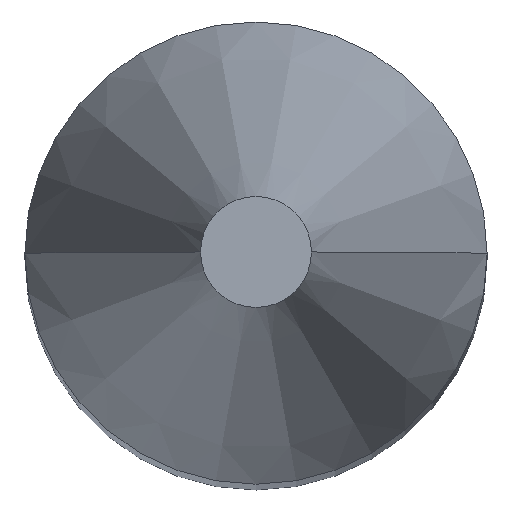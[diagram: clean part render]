
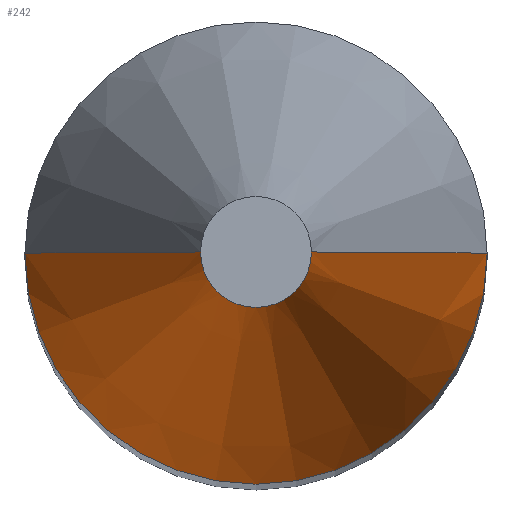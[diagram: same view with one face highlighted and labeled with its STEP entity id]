
A CAD part, top view. The second image highlights one B-rep face of the part: STEP entity #242.
In plain terms, the highlighted conical face has half-angle 15 degrees and reference radius 0.762 mm.
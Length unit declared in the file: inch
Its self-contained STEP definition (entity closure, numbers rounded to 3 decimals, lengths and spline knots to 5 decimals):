
#1 = DIRECTION ( 'NONE',  ( 0., 0., -1. ) ) ;
#4 = DIRECTION ( 'NONE',  ( 0., 0., -1. ) ) ;
#5 = CARTESIAN_POINT ( 'NONE',  ( -0.03, 0., 2.5 ) ) ;
#18 = ORIENTED_EDGE ( 'NONE', *, *, #163, .T. ) ;
#19 = CARTESIAN_POINT ( 'NONE',  ( 0., 0., 2.5 ) ) ;
#22 = ORIENTED_EDGE ( 'NONE', *, *, #57, .T. ) ;
#25 = CARTESIAN_POINT ( 'NONE',  ( 0.03, 0., 2.5 ) ) ;
#26 = CARTESIAN_POINT ( 'NONE',  ( 0.03, 0., 2.5 ) ) ;
#35 = AXIS2_PLACEMENT_3D ( 'NONE', #239, #4, #216 ) ;
#38 = VERTEX_POINT ( 'NONE', #136 ) ;
#40 = ORIENTED_EDGE ( 'NONE', *, *, #200, .F. ) ;
#42 = LINE ( 'NONE', #25, #183 ) ;
#46 = DIRECTION ( 'NONE',  ( 1., 0., 0. ) ) ;
#50 = CONICAL_SURFACE ( 'NONE', #133, 0.03, 0.262 ) ;
#57 = EDGE_CURVE ( 'NONE', #215, #240, #111, .T. ) ;
#61 = DIRECTION ( 'NONE',  ( -0.259, 0., -0.966 ) ) ;
#63 = CARTESIAN_POINT ( 'NONE',  ( -0.125, 0., 2.14546 ) ) ;
#70 = VECTOR ( 'NONE', #61, 39.37008 ) ;
#79 = FACE_OUTER_BOUND ( 'NONE', #231, .T. ) ;
#80 = CARTESIAN_POINT ( 'NONE',  ( 0., 0., 2.5 ) ) ;
#111 = LINE ( 'NONE', #210, #70 ) ;
#117 = ORIENTED_EDGE ( 'NONE', *, *, #189, .F. ) ;
#119 = AXIS2_PLACEMENT_3D ( 'NONE', #19, #1, #218 ) ;
#121 = VERTEX_POINT ( 'NONE', #26 ) ;
#133 = AXIS2_PLACEMENT_3D ( 'NONE', #80, #162, #46 ) ;
#136 = CARTESIAN_POINT ( 'NONE',  ( 0.125, 0., 2.14546 ) ) ;
#143 = CIRCLE ( 'NONE', #35, 0.125 ) ;
#162 = DIRECTION ( 'NONE',  ( 0., 0., -1. ) ) ;
#163 = EDGE_CURVE ( 'NONE', #121, #215, #229, .T. ) ;
#167 = DIRECTION ( 'NONE',  ( 0.259, 0., -0.966 ) ) ;
#183 = VECTOR ( 'NONE', #167, 39.37008 ) ;
#189 = EDGE_CURVE ( 'NONE', #38, #240, #143, .T. ) ;
#200 = EDGE_CURVE ( 'NONE', #121, #38, #42, .T. ) ;
#210 = CARTESIAN_POINT ( 'NONE',  ( -0.03, 0., 2.5 ) ) ;
#215 = VERTEX_POINT ( 'NONE', #5 ) ;
#216 = DIRECTION ( 'NONE',  ( -1., 0., 0. ) ) ;
#218 = DIRECTION ( 'NONE',  ( -1., 0., 0. ) ) ;
#229 = CIRCLE ( 'NONE', #119, 0.03 ) ;
#231 = EDGE_LOOP ( 'NONE', ( #18, #22, #117, #40 ) ) ;
#239 = CARTESIAN_POINT ( 'NONE',  ( 0., 0., 2.14546 ) ) ;
#240 = VERTEX_POINT ( 'NONE', #63 ) ;
#242 = ADVANCED_FACE ( 'NONE', ( #79 ), #50, .T. ) ;
